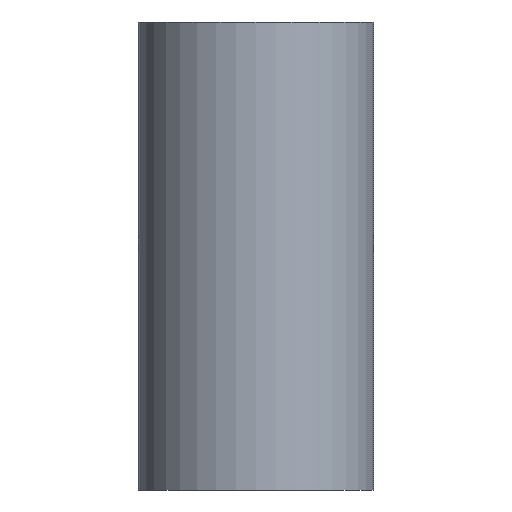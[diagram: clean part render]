
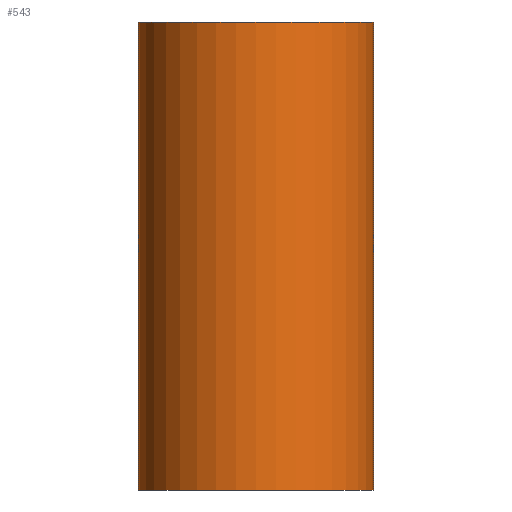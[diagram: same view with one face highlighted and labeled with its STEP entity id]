
A CAD part, front view. The second image highlights one B-rep face of the part: STEP entity #543.
In plain terms, the highlighted cylindrical face has radius 3.988 mm (diameter 7.976 mm), a partial arc.
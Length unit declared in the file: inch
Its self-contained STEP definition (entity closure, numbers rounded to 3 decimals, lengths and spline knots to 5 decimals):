
#2 = CYLINDRICAL_SURFACE ( 'NONE', #69, 0.157 ) ;
#6 = CIRCLE ( 'NONE', #398, 0.157 ) ;
#11 = DIRECTION ( 'NONE',  ( 0., 0., -1. ) ) ;
#20 = FACE_OUTER_BOUND ( 'NONE', #365, .T. ) ;
#34 = VECTOR ( 'NONE', #279, 39.37008 ) ;
#39 = ORIENTED_EDGE ( 'NONE', *, *, #116, .F. ) ;
#42 = VECTOR ( 'NONE', #43, 39.37008 ) ;
#43 = DIRECTION ( 'NONE',  ( 0., 0., -1. ) ) ;
#45 = CARTESIAN_POINT ( 'NONE',  ( 0.125, -0.655, 0.3125 ) ) ;
#55 = LINE ( 'NONE', #468, #42 ) ;
#67 = ORIENTED_EDGE ( 'NONE', *, *, #506, .T. ) ;
#69 = AXIS2_PLACEMENT_3D ( 'NONE', #281, #189, #150 ) ;
#83 = VERTEX_POINT ( 'NONE', #220 ) ;
#116 = EDGE_CURVE ( 'NONE', #286, #83, #6, .T. ) ;
#133 = DIRECTION ( 'NONE',  ( 1., 0., 0. ) ) ;
#147 = LINE ( 'NONE', #227, #34 ) ;
#150 = DIRECTION ( 'NONE',  ( -1., 0., 0. ) ) ;
#188 = VERTEX_POINT ( 'NONE', #45 ) ;
#189 = DIRECTION ( 'NONE',  ( 0., 0., -1. ) ) ;
#192 = EDGE_CURVE ( 'NONE', #188, #286, #55, .T. ) ;
#207 = ORIENTED_EDGE ( 'NONE', *, *, #260, .T. ) ;
#220 = CARTESIAN_POINT ( 'NONE',  ( -0.032, -0.812, -0.3125 ) ) ;
#227 = CARTESIAN_POINT ( 'NONE',  ( -0.032, -0.812, 0.3125 ) ) ;
#258 = CIRCLE ( 'NONE', #494, 0.157 ) ;
#260 = EDGE_CURVE ( 'NONE', #188, #528, #258, .T. ) ;
#262 = ORIENTED_EDGE ( 'NONE', *, *, #192, .F. ) ;
#279 = DIRECTION ( 'NONE',  ( 0., 0., -1. ) ) ;
#281 = CARTESIAN_POINT ( 'NONE',  ( 0.125, -0.812, 0.3125 ) ) ;
#286 = VERTEX_POINT ( 'NONE', #424 ) ;
#299 = CARTESIAN_POINT ( 'NONE',  ( 0.125, -0.812, 0.3125 ) ) ;
#335 = CARTESIAN_POINT ( 'NONE',  ( 0.125, -0.812, -0.3125 ) ) ;
#342 = DIRECTION ( 'NONE',  ( 0., 0., -1. ) ) ;
#345 = DIRECTION ( 'NONE',  ( 1., 0., 0. ) ) ;
#365 = EDGE_LOOP ( 'NONE', ( #39, #262, #207, #67 ) ) ;
#398 = AXIS2_PLACEMENT_3D ( 'NONE', #335, #11, #133 ) ;
#424 = CARTESIAN_POINT ( 'NONE',  ( 0.125, -0.655, -0.3125 ) ) ;
#468 = CARTESIAN_POINT ( 'NONE',  ( 0.125, -0.655, 0.3125 ) ) ;
#494 = AXIS2_PLACEMENT_3D ( 'NONE', #299, #342, #345 ) ;
#498 = CARTESIAN_POINT ( 'NONE',  ( -0.032, -0.812, 0.3125 ) ) ;
#506 = EDGE_CURVE ( 'NONE', #528, #83, #147, .T. ) ;
#528 = VERTEX_POINT ( 'NONE', #498 ) ;
#543 = ADVANCED_FACE ( 'NONE', ( #20 ), #2, .T. ) ;
